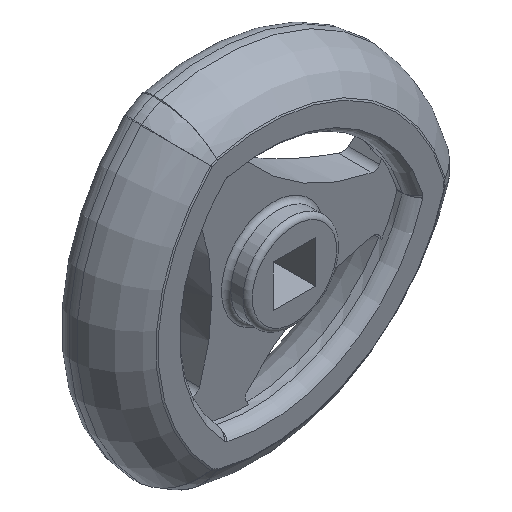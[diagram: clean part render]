
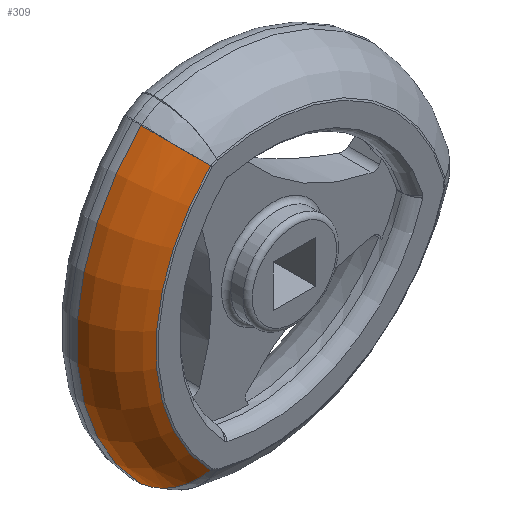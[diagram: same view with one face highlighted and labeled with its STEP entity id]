
A CAD part, isometric view. The second image highlights one B-rep face of the part: STEP entity #309.
In plain terms, the highlighted toroidal (fillet/blend) face has major radius 34.63 mm and minor radius 12.3 mm.
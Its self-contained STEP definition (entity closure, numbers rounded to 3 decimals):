
#309 = ADVANCED_FACE( '', ( #631 ), #632, .T. );
#631 = FACE_OUTER_BOUND( '', #1118, .T. );
#632 = TOROIDAL_SURFACE( '', #1119, 34.63, 12.3 );
#1118 = EDGE_LOOP( '', ( #2114, #2115, #2116, #2117 ) );
#1119 = AXIS2_PLACEMENT_3D( '', #2118, #2119, #2120 );
#2114 = ORIENTED_EDGE( '', *, *, #2487, .T. );
#2115 = ORIENTED_EDGE( '', *, *, #2553, .T. );
#2116 = ORIENTED_EDGE( '', *, *, #2347, .F. );
#2117 = ORIENTED_EDGE( '', *, *, #2425, .F. );
#2118 = CARTESIAN_POINT( '', ( 11.1, 11.9, 0. ) );
#2119 = DIRECTION( '', ( 0., 1., 0. ) );
#2120 = DIRECTION( '', ( 0., 0., 1. ) );
#2347 = EDGE_CURVE( '', #2863, #2865, #2866, .T. );
#2425 = EDGE_CURVE( '', #2983, #2863, #2984, .T. );
#2487 = EDGE_CURVE( '', #2983, #3072, #3074, .T. );
#2553 = EDGE_CURVE( '', #3072, #2865, #3152, .T. );
#2863 = VERTEX_POINT( '', #3743 );
#2865 = VERTEX_POINT( '', #3745 );
#2866 = CIRCLE( '', #3746, 12.3 );
#2983 = VERTEX_POINT( '', #3998 );
#2984 = CIRCLE( '', #3999, 46.876 );
#3072 = VERTEX_POINT( '', #4212 );
#3074 = CIRCLE( '', #4214, 12.3 );
#3152 = CIRCLE( '', #4331, 39.899 );
#3743 = CARTESIAN_POINT( '', ( -22.046, 10.75, 33.146 ) );
#3745 = CARTESIAN_POINT( '', ( -17.113, 0.786, 28.213 ) );
#3746 = AXIS2_PLACEMENT_3D( '', #4582, #4583, #4584 );
#3998 = CARTESIAN_POINT( '', ( -22.046, 10.75, -33.146 ) );
#3999 = AXIS2_PLACEMENT_3D( '', #4681, #4682, #4683 );
#4212 = CARTESIAN_POINT( '', ( -17.113, 0.786, -28.213 ) );
#4214 = AXIS2_PLACEMENT_3D( '', #4747, #4748, #4749 );
#4331 = AXIS2_PLACEMENT_3D( '', #4838, #4839, #4840 );
#4582 = CARTESIAN_POINT( '', ( -13.387, 11.9, 24.487 ) );
#4583 = DIRECTION( '', ( 0.707, 0., 0.707 ) );
#4584 = DIRECTION( '', ( 0.707, 0., -0.707 ) );
#4681 = CARTESIAN_POINT( '', ( 11.1, 10.75, 0. ) );
#4682 = DIRECTION( '', ( 0., 1., 0. ) );
#4683 = DIRECTION( '', ( 0., 0., 1. ) );
#4747 = CARTESIAN_POINT( '', ( -13.387, 11.9, -24.487 ) );
#4748 = DIRECTION( '', ( -0.707, 0., 0.707 ) );
#4749 = DIRECTION( '', ( 0.707, 0., 0.707 ) );
#4838 = CARTESIAN_POINT( '', ( 11.1, 0.786, 0. ) );
#4839 = DIRECTION( '', ( 0., 1., 0. ) );
#4840 = DIRECTION( '', ( 0., 0., 1. ) );
